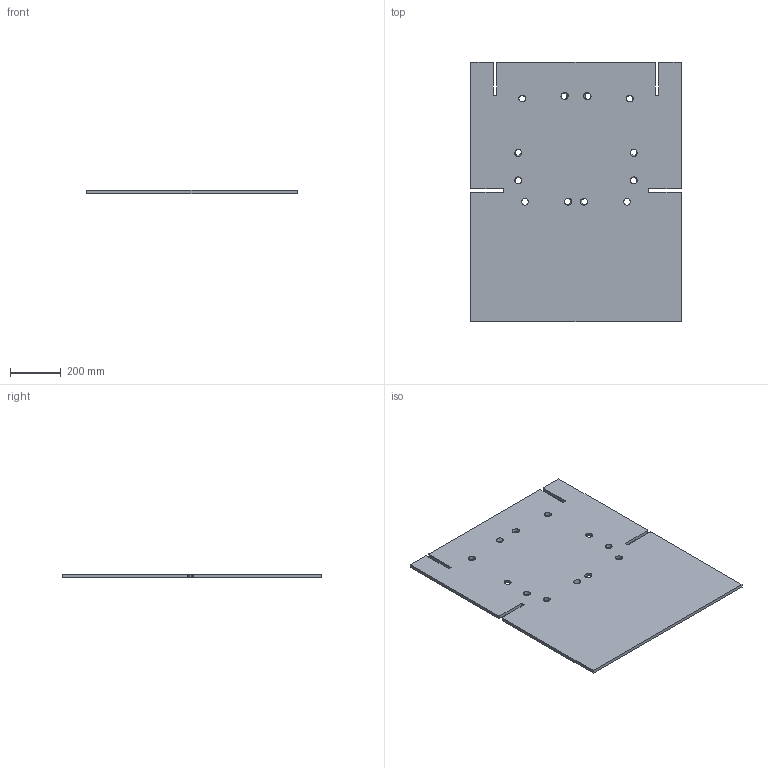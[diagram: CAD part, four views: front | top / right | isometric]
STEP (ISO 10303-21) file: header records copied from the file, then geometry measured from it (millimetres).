
FILE_DESCRIPTION (( 'STEP AP214' ), '1' );
FILE_NAME ('Teal_1.STEP', '2024-03-26T23:13:21', ( '' ), ( '' ), 'SwSTEP 2.0', 'SolidWorks 2024', '' );
FILE_SCHEMA (( 'AUTOMOTIVE_DESIGN' ));
Length unit declared in the file: inch
Products named in the file (1): Teal_1
Bounding box: 825.5 x 1016 x 12.7 mm (x, y, z)
Volume: 10469734.2 mm3; surface area: 1721684.4 mm2
Topology: 1 solids, 1 shells, 62 faces, 180 edges, 120 vertices
Faces by surface type: cylinder 40, plane 22
Entity records: 2119 total; most frequent: CARTESIAN_POINT 483, ORIENTED_EDGE 360, DIRECTION 306, EDGE_CURVE 180, VERTEX_POINT 120, AXIS2_PLACEMENT_3D 103, VECTOR 100, LINE 100
